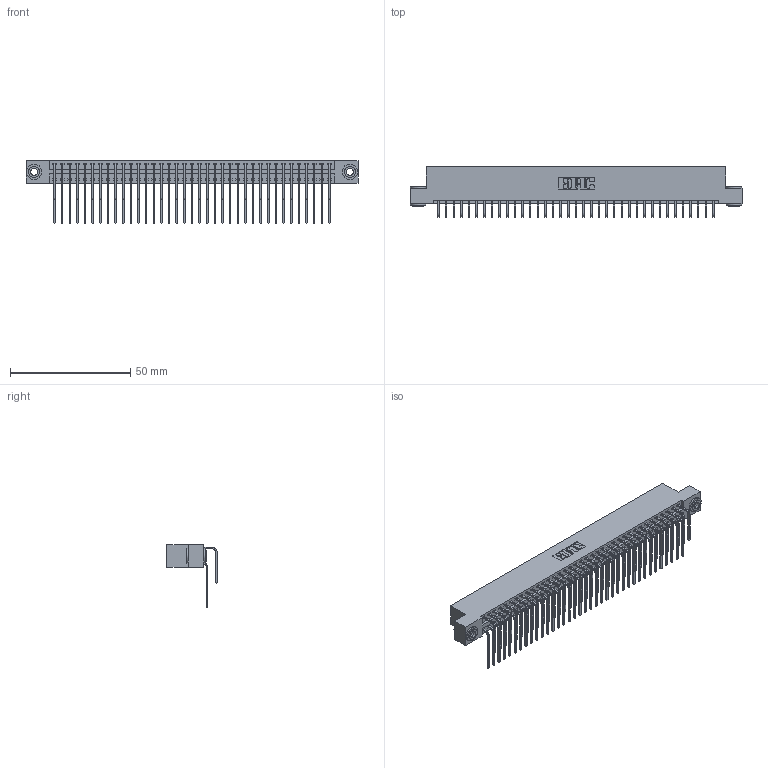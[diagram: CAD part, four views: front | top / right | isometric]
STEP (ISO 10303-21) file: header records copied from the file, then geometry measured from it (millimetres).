
FILE_DESCRIPTION (( 'STEP AP203' ), '1' );
FILE_NAME ('396-074-559-203.STEP', '2019-11-03T11:47:47', ( '' ), ( '' ), 'SwSTEP 2.0', 'SolidWorks 2016', '' );
FILE_SCHEMA (( 'CONFIG_CONTROL_DESIGN' ));
Length unit declared in the file: inch
Products named in the file (5): 345-292-001_559 Tail - 2; 346 Part_Flush Mounting Lugs - 0.156 Dia-TH; 345-250-002_345-250-002-102; 396-074-559-203; 345-292-001_558 559 Tail - 1
Assembly tree (77 placements, depth 2):
  396-074-559-203
    346 Part_Flush Mounting Lugs - 0.156 Dia-TH
    345-292-001_558 559 Tail - 1  x37
    345-292-001_559 Tail - 2  x37
    345-250-002_345-250-002-102  x2
Bounding box: 138.05 x 20.89 x 26.16 mm (x, y, z)
Volume: 13868.9 mm3; surface area: 21247.3 mm2
Topology: 77 solids, 77 shells, 4156 faces, 12319 edges, 8110 vertices
Faces by surface type: plane 2824, cylinder 1324, cone 8
Entity records: 27254 total; most frequent: CARTESIAN_POINT 4526, ORIENTED_EDGE 4402, DIRECTION 4043, EDGE_CURVE 2201, LINE 1857, VECTOR 1857, VERTEX_POINT 1462, AXIS2_PLACEMENT_3D 1093
